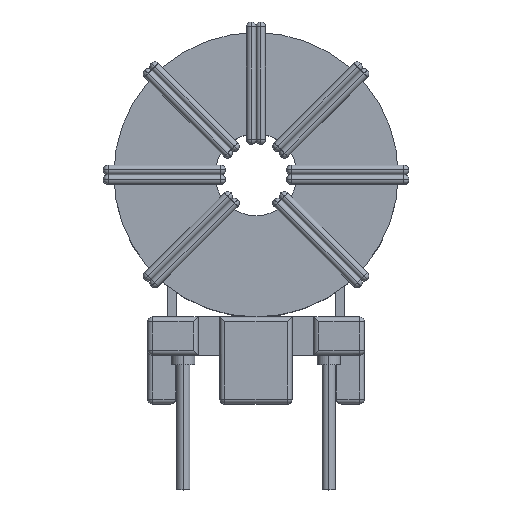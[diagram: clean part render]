
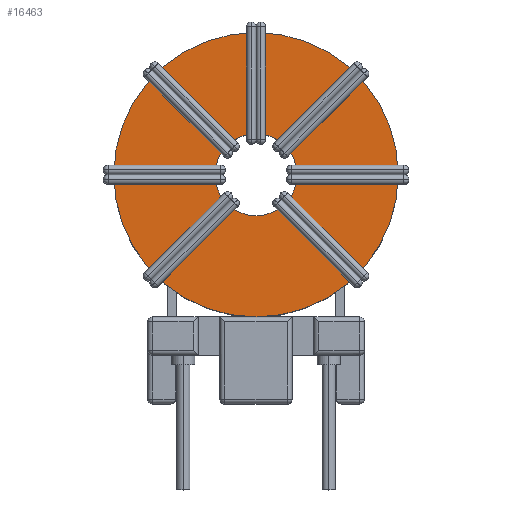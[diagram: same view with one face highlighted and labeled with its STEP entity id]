
A CAD part, top view. The second image highlights one B-rep face of the part: STEP entity #16463.
In plain terms, the highlighted planar face has unit normal (0, 0, 1).
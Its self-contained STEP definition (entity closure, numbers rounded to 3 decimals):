
#630 = VERTEX_POINT ( 'NONE', #18654 ) ;
#695 = CARTESIAN_POINT ( 'NONE',  ( 7.45, 0., 9.4 ) ) ;
#788 = VERTEX_POINT ( 'NONE', #794 ) ;
#794 = CARTESIAN_POINT ( 'NONE',  ( -7.45, 0., 9.4 ) ) ;
#962 = ORIENTED_EDGE ( 'NONE', *, *, #12476, .T. ) ;
#1511 = DIRECTION ( 'NONE',  ( 0., 0., 1. ) ) ;
#2304 = CARTESIAN_POINT ( 'NONE',  ( 0., 0., 9.4 ) ) ;
#2445 = VERTEX_POINT ( 'NONE', #695 ) ;
#2496 = DIRECTION ( 'NONE',  ( 1., 0., 0. ) ) ;
#3104 = DIRECTION ( 'NONE',  ( 1., 0., 0. ) ) ;
#3767 = DIRECTION ( 'NONE',  ( 0., 0., 1. ) ) ;
#5120 = EDGE_LOOP ( 'NONE', ( #17189, #6066 ) ) ;
#6066 = ORIENTED_EDGE ( 'NONE', *, *, #17306, .F. ) ;
#6239 = DIRECTION ( 'NONE',  ( 0., 0., 1. ) ) ;
#6293 = FACE_OUTER_BOUND ( 'NONE', #18930, .T. ) ;
#6495 = EDGE_CURVE ( 'NONE', #788, #2445, #19706, .T. ) ;
#7032 = PLANE ( 'NONE',  #20325 ) ;
#7820 = DIRECTION ( 'NONE',  ( 1., 0., 0. ) ) ;
#9477 = CARTESIAN_POINT ( 'NONE',  ( 0., 0., 9.4 ) ) ;
#9789 = DIRECTION ( 'NONE',  ( 1., 0., 0. ) ) ;
#10261 = CIRCLE ( 'NONE', #20162, 7.45 ) ;
#10593 = CIRCLE ( 'NONE', #18624, 2.15 ) ;
#11075 = CARTESIAN_POINT ( 'NONE',  ( 0., 0., 9.4 ) ) ;
#11110 = FACE_BOUND ( 'NONE', #5120, .T. ) ;
#12476 = EDGE_CURVE ( 'NONE', #2445, #788, #10261, .T. ) ;
#13632 = DIRECTION ( 'NONE',  ( 0., 0., 1. ) ) ;
#13818 = AXIS2_PLACEMENT_3D ( 'NONE', #16147, #6239, #9789 ) ;
#13833 = CIRCLE ( 'NONE', #13818, 2.15 ) ;
#14381 = ORIENTED_EDGE ( 'NONE', *, *, #6495, .T. ) ;
#15798 = CARTESIAN_POINT ( 'NONE',  ( 2.15, 0., 9.4 ) ) ;
#16147 = CARTESIAN_POINT ( 'NONE',  ( 0., 0., 9.4 ) ) ;
#16463 = ADVANCED_FACE ( 'NONE', ( #6293, #11110 ), #7032, .T. ) ;
#16728 = AXIS2_PLACEMENT_3D ( 'NONE', #11075, #1511, #3104 ) ;
#17189 = ORIENTED_EDGE ( 'NONE', *, *, #20147, .F. ) ;
#17294 = VERTEX_POINT ( 'NONE', #15798 ) ;
#17306 = EDGE_CURVE ( 'NONE', #17294, #630, #13833, .T. ) ;
#17483 = DIRECTION ( 'NONE',  ( 0., 0., 1. ) ) ;
#18381 = CARTESIAN_POINT ( 'NONE',  ( 0., 0., 9.4 ) ) ;
#18624 = AXIS2_PLACEMENT_3D ( 'NONE', #9477, #17483, #7820 ) ;
#18654 = CARTESIAN_POINT ( 'NONE',  ( -2.15, 0., 9.4 ) ) ;
#18930 = EDGE_LOOP ( 'NONE', ( #14381, #962 ) ) ;
#19706 = CIRCLE ( 'NONE', #16728, 7.45 ) ;
#19969 = DIRECTION ( 'NONE',  ( 1., 0., 0. ) ) ;
#20147 = EDGE_CURVE ( 'NONE', #630, #17294, #10593, .T. ) ;
#20162 = AXIS2_PLACEMENT_3D ( 'NONE', #18381, #13632, #2496 ) ;
#20325 = AXIS2_PLACEMENT_3D ( 'NONE', #2304, #3767, #19969 ) ;
